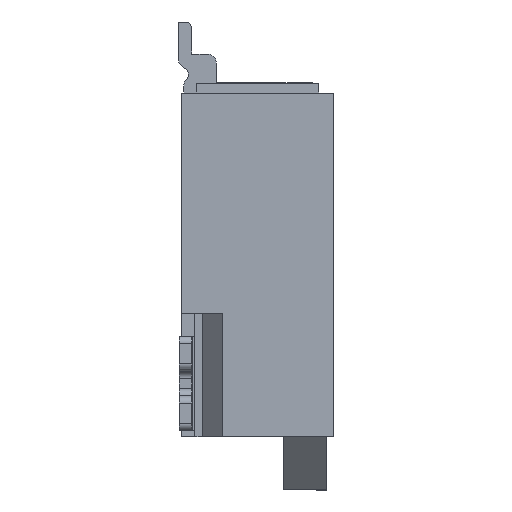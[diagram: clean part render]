
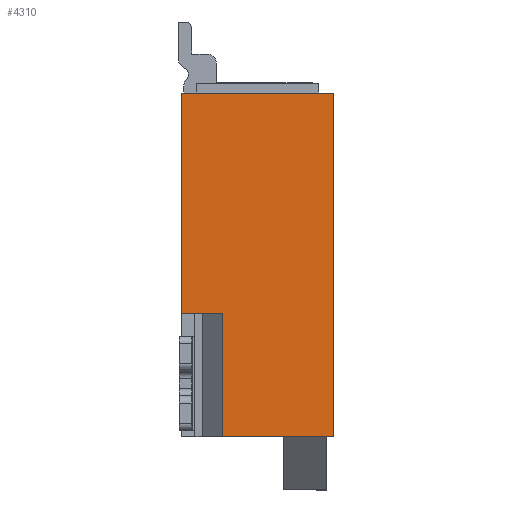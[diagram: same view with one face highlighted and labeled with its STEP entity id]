
A CAD part, left-side view. The second image highlights one B-rep face of the part: STEP entity #4310.
In plain terms, the highlighted planar face has unit normal (-1, 0, 0).
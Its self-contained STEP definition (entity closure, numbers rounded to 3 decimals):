
#3760=CARTESIAN_POINT('',(35.046,52.069,0.));
#3770=DIRECTION('',(-1.,0.,0.));
#3780=DIRECTION('',(0.,1.,0.));
#3790=AXIS2_PLACEMENT_3D('',#3760,#3770,#3780);
#3800=PLANE('',#3790);
#3810=CARTESIAN_POINT('',(35.046,54.569,0.));
#3820=DIRECTION('',(0.,0.,1.));
#3830=VECTOR('',#3820,1.);
#3840=LINE('',#3810,#3830);
#3850=CARTESIAN_POINT('',(35.046,54.569,2.));
#3860=VERTEX_POINT('',#3850);
#3870=CARTESIAN_POINT('',(35.046,54.569,5.57));
#3880=VERTEX_POINT('',#3870);
#3890=EDGE_CURVE('',#3860,#3880,#3840,.T.);
#3900=ORIENTED_EDGE('',*,*,#3890,.F.);
#3910=CARTESIAN_POINT('',(35.046,0.,5.57));
#3920=DIRECTION('',(0.,1.,0.));
#3930=VECTOR('',#3920,1.);
#3940=LINE('',#3910,#3930);
#3950=CARTESIAN_POINT('',(35.046,52.099,5.57));
#3960=VERTEX_POINT('',#3950);
#3970=EDGE_CURVE('',#3960,#3880,#3940,.T.);
#3980=ORIENTED_EDGE('',*,*,#3970,.T.);
#3990=CARTESIAN_POINT('',(35.046,52.099,0.));
#4000=DIRECTION('',(0.,0.,1.));
#4010=VECTOR('',#4000,1.);
#4020=LINE('',#3990,#4010);
#4030=CARTESIAN_POINT('',(35.046,52.099,0.));
#4040=VERTEX_POINT('',#4030);
#4050=EDGE_CURVE('',#4040,#3960,#4020,.T.);
#4060=ORIENTED_EDGE('',*,*,#4050,.T.);
#4070=CARTESIAN_POINT('',(35.046,0.,0.));
#4080=DIRECTION('',(0.,1.,0.));
#4090=VECTOR('',#4080,1.);
#4100=LINE('',#4070,#4090);
#4110=CARTESIAN_POINT('',(35.046,53.899,0.));
#4120=VERTEX_POINT('',#4110);
#4130=EDGE_CURVE('',#4040,#4120,#4100,.T.);
#4140=ORIENTED_EDGE('',*,*,#4130,.F.);
#4150=CARTESIAN_POINT('',(35.046,53.899,0.));
#4160=DIRECTION('',(0.,0.,1.));
#4170=VECTOR('',#4160,1.);
#4180=LINE('',#4150,#4170);
#4190=CARTESIAN_POINT('',(35.046,53.899,2.));
#4200=VERTEX_POINT('',#4190);
#4210=EDGE_CURVE('',#4120,#4200,#4180,.T.);
#4220=ORIENTED_EDGE('',*,*,#4210,.F.);
#4230=CARTESIAN_POINT('',(35.046,0.,2.));
#4240=DIRECTION('',(0.,-1.,0.));
#4250=VECTOR('',#4240,1.);
#4260=LINE('',#4230,#4250);
#4270=EDGE_CURVE('',#3860,#4200,#4260,.T.);
#4280=ORIENTED_EDGE('',*,*,#4270,.T.);
#4290=EDGE_LOOP('',(#4280,#4220,#4140,#4060,#3980,#3900));
#4300=FACE_OUTER_BOUND('',#4290,.T.);
#4310=ADVANCED_FACE('',(#4300),#3800,.T.);
